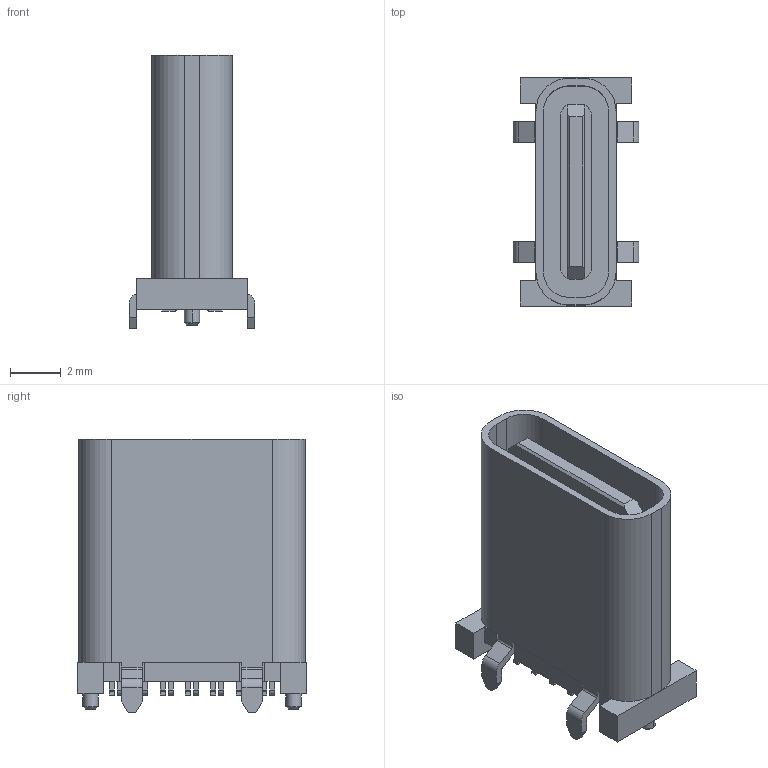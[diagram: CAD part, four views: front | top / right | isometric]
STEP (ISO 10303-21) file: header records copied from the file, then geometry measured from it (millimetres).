
FILE_DESCRIPTION (( 'STEP AP214' ), '1' );
FILE_NAME ('TYPE-C-SMD_918-468K2029Y50001.step', '2022-07-29T08:48:41', ( '' ), ( '' ), 'SwSTEP 2.0', 'SolidWorks 2020', '' );
FILE_SCHEMA (( 'AUTOMOTIVE_DESIGN' ));
Length unit declared in the file: millimetre
Products named in the file (1): TYPE-C-SMD_918-468K2029Y50001
Bounding box: 4.96 x 9 x 10.8 mm (x, y, z)
Volume: 195.5 mm3; surface area: 657.4 mm2
Topology: 2 solids, 2 shells, 547 faces, 1499 edges, 998 vertices
Faces by surface type: plane 367, bspline 112, cylinder 64, cone 4
Entity records: 23842 total; most frequent: CARTESIAN_POINT 5161, ORIENTED_EDGE 2998, DIRECTION 2271, EDGE_CURVE 1499, LINE 1135, VECTOR 1135, VERTEX_POINT 998, EDGE_LOOP 591
